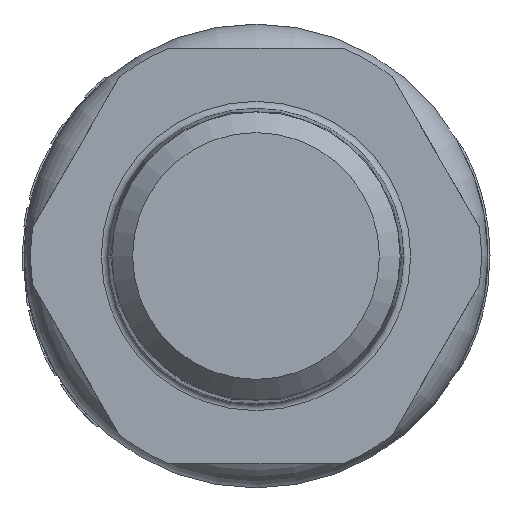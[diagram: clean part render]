
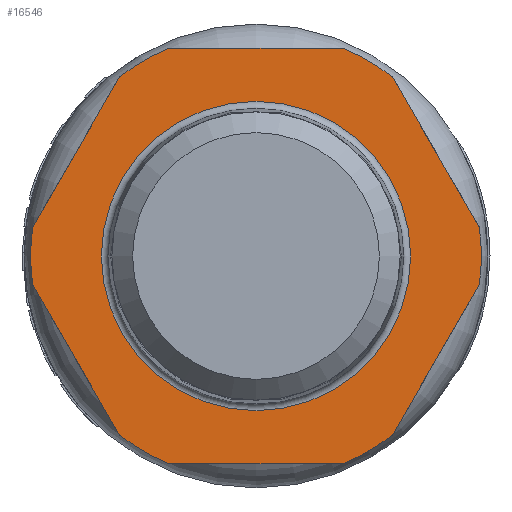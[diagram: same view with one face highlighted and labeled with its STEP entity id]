
A CAD part, left-side view. The second image highlights one B-rep face of the part: STEP entity #16546.
In plain terms, the highlighted planar face has unit normal (-1, 0, 0).
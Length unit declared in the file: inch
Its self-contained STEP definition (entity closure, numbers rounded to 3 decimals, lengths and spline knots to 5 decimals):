
#619=FACE_BOUND('',#3969,.T.);
#1212=CIRCLE('',#17882,0.43976);
#1213=CIRCLE('',#17883,0.43976);
#1218=CIRCLE('',#17890,0.64035);
#1219=CIRCLE('',#17891,0.64035);
#1220=CIRCLE('',#17892,0.64035);
#1221=CIRCLE('',#17893,0.64035);
#1222=CIRCLE('',#17894,0.64035);
#1223=CIRCLE('',#17895,0.64035);
#3059=FACE_OUTER_BOUND('',#3968,.T.);
#3968=EDGE_LOOP('',(#13940,#13941,#13942,#13943,#13944,#13945,#13946,#13947,
#13948,#13949,#13950,#13951));
#3969=EDGE_LOOP('',(#13952,#13953));
#4743=LINE('',#32867,#5486);
#4744=LINE('',#32871,#5487);
#4745=LINE('',#32875,#5488);
#4746=LINE('',#32879,#5489);
#4747=LINE('',#32883,#5490);
#4748=LINE('',#32887,#5491);
#5486=VECTOR('',#21258,0.3937);
#5487=VECTOR('',#21261,0.3937);
#5488=VECTOR('',#21264,0.3937);
#5489=VECTOR('',#21267,0.3937);
#5490=VECTOR('',#21270,0.3937);
#5491=VECTOR('',#21273,0.3937);
#6972=VERTEX_POINT('',#32850);
#6973=VERTEX_POINT('',#32852);
#6977=VERTEX_POINT('',#32865);
#6978=VERTEX_POINT('',#32866);
#6979=VERTEX_POINT('',#32868);
#6980=VERTEX_POINT('',#32870);
#6981=VERTEX_POINT('',#32872);
#6982=VERTEX_POINT('',#32874);
#6983=VERTEX_POINT('',#32876);
#6984=VERTEX_POINT('',#32878);
#6985=VERTEX_POINT('',#32880);
#6986=VERTEX_POINT('',#32882);
#6987=VERTEX_POINT('',#32884);
#6988=VERTEX_POINT('',#32886);
#9332=EDGE_CURVE('',#6972,#6973,#1212,.T.);
#9333=EDGE_CURVE('',#6973,#6972,#1213,.T.);
#9339=EDGE_CURVE('',#6977,#6978,#4743,.T.);
#9340=EDGE_CURVE('',#6979,#6978,#1218,.T.);
#9341=EDGE_CURVE('',#6979,#6980,#4744,.T.);
#9342=EDGE_CURVE('',#6981,#6980,#1219,.T.);
#9343=EDGE_CURVE('',#6981,#6982,#4745,.T.);
#9344=EDGE_CURVE('',#6983,#6982,#1220,.T.);
#9345=EDGE_CURVE('',#6983,#6984,#4746,.T.);
#9346=EDGE_CURVE('',#6985,#6984,#1221,.T.);
#9347=EDGE_CURVE('',#6985,#6986,#4747,.T.);
#9348=EDGE_CURVE('',#6987,#6986,#1222,.T.);
#9349=EDGE_CURVE('',#6987,#6988,#4748,.T.);
#9350=EDGE_CURVE('',#6977,#6988,#1223,.T.);
#13940=ORIENTED_EDGE('',*,*,#9339,.T.);
#13941=ORIENTED_EDGE('',*,*,#9340,.F.);
#13942=ORIENTED_EDGE('',*,*,#9341,.T.);
#13943=ORIENTED_EDGE('',*,*,#9342,.F.);
#13944=ORIENTED_EDGE('',*,*,#9343,.T.);
#13945=ORIENTED_EDGE('',*,*,#9344,.F.);
#13946=ORIENTED_EDGE('',*,*,#9345,.T.);
#13947=ORIENTED_EDGE('',*,*,#9346,.F.);
#13948=ORIENTED_EDGE('',*,*,#9347,.T.);
#13949=ORIENTED_EDGE('',*,*,#9348,.F.);
#13950=ORIENTED_EDGE('',*,*,#9349,.T.);
#13951=ORIENTED_EDGE('',*,*,#9350,.F.);
#13952=ORIENTED_EDGE('',*,*,#9333,.F.);
#13953=ORIENTED_EDGE('',*,*,#9332,.F.);
#14853=PLANE('',#17889);
#16546=ADVANCED_FACE('',(#3059,#619),#14853,.T.);
#17882=AXIS2_PLACEMENT_3D('',#32853,#21241,#21242);
#17883=AXIS2_PLACEMENT_3D('',#32854,#21243,#21244);
#17889=AXIS2_PLACEMENT_3D('',#32864,#21256,#21257);
#17890=AXIS2_PLACEMENT_3D('',#32869,#21259,#21260);
#17891=AXIS2_PLACEMENT_3D('',#32873,#21262,#21263);
#17892=AXIS2_PLACEMENT_3D('',#32877,#21265,#21266);
#17893=AXIS2_PLACEMENT_3D('',#32881,#21268,#21269);
#17894=AXIS2_PLACEMENT_3D('',#32885,#21271,#21272);
#17895=AXIS2_PLACEMENT_3D('',#32888,#21274,#21275);
#21241=DIRECTION('center_axis',(-1.,0.,0.));
#21242=DIRECTION('ref_axis',(0.,1.,0.));
#21243=DIRECTION('center_axis',(-1.,0.,0.));
#21244=DIRECTION('ref_axis',(0.,1.,0.));
#21256=DIRECTION('center_axis',(-1.,0.,0.));
#21257=DIRECTION('ref_axis',(0.,0.,
-1.));
#21258=DIRECTION('',(0.,0.5,0.866));
#21259=DIRECTION('center_axis',(1.,0.,0.));
#21260=DIRECTION('ref_axis',(0.,0.,
1.));
#21261=DIRECTION('',(0.,1.,0.));
#21262=DIRECTION('center_axis',(1.,0.,0.));
#21263=DIRECTION('ref_axis',(0.,0.,
1.));
#21264=DIRECTION('',(0.,0.5,-0.866));
#21265=DIRECTION('center_axis',(1.,0.,0.));
#21266=DIRECTION('ref_axis',(0.,0.,
1.));
#21267=DIRECTION('',(0.,-0.5,-0.866));
#21268=DIRECTION('center_axis',(1.,0.,0.));
#21269=DIRECTION('ref_axis',(0.,0.,
1.));
#21270=DIRECTION('',(0.,-1.,0.));
#21271=DIRECTION('center_axis',(1.,0.,0.));
#21272=DIRECTION('ref_axis',(0.,0.,
1.));
#21273=DIRECTION('',(0.,-0.5,0.866));
#21274=DIRECTION('center_axis',(1.,0.,0.));
#21275=DIRECTION('ref_axis',(0.,0.,
1.));
#32850=CARTESIAN_POINT('',(-0.17717,0.,-0.43976));
#32852=CARTESIAN_POINT('',(-0.17717,-0.43976,0.));
#32853=CARTESIAN_POINT('Origin',(-0.17717,0.,
0.));
#32854=CARTESIAN_POINT('Origin',(-0.17717,0.,
0.));
#32864=CARTESIAN_POINT('Origin',(-0.17717,-0.64035,
0.));
#32865=CARTESIAN_POINT('',(-0.17717,-0.63523,0.08085));
#32866=CARTESIAN_POINT('',(-0.17717,-0.38764,0.5097));
#32867=CARTESIAN_POINT('',(-0.17717,-0.65338,0.04942));
#32868=CARTESIAN_POINT('',(-0.17717,-0.24759,0.59055));
#32869=CARTESIAN_POINT('Origin',(-0.17717,0.,
0.));
#32870=CARTESIAN_POINT('',(-0.17717,0.24759,0.59055));
#32871=CARTESIAN_POINT('',(-0.17717,-0.44397,0.59055));
#32872=CARTESIAN_POINT('',(-0.17717,0.38764,0.5097));
#32873=CARTESIAN_POINT('Origin',(-0.17717,0.,
0.));
#32874=CARTESIAN_POINT('',(-0.17717,0.63523,0.08085));
#32875=CARTESIAN_POINT('',(-0.17717,0.36949,0.54113));
#32876=CARTESIAN_POINT('',(-0.17717,0.63523,-0.08085));
#32877=CARTESIAN_POINT('Origin',(-0.17717,0.,
0.));
#32878=CARTESIAN_POINT('',(-0.17717,0.38764,-0.5097));
#32879=CARTESIAN_POINT('',(-0.17717,0.49329,-0.3267));
#32880=CARTESIAN_POINT('',(-0.17717,0.24759,-0.59055));
#32881=CARTESIAN_POINT('Origin',(-0.17717,0.,
0.));
#32882=CARTESIAN_POINT('',(-0.17717,-0.24759,-0.59055));
#32883=CARTESIAN_POINT('',(-0.17717,-0.19638,-0.59055));
#32884=CARTESIAN_POINT('',(-0.17717,-0.38764,-0.5097));
#32885=CARTESIAN_POINT('Origin',(-0.17717,0.,
0.));
#32886=CARTESIAN_POINT('',(-0.17717,-0.63523,-0.08085));
#32887=CARTESIAN_POINT('',(-0.17717,-0.52958,-0.26385));
#32888=CARTESIAN_POINT('Origin',(-0.17717,0.,
0.));
